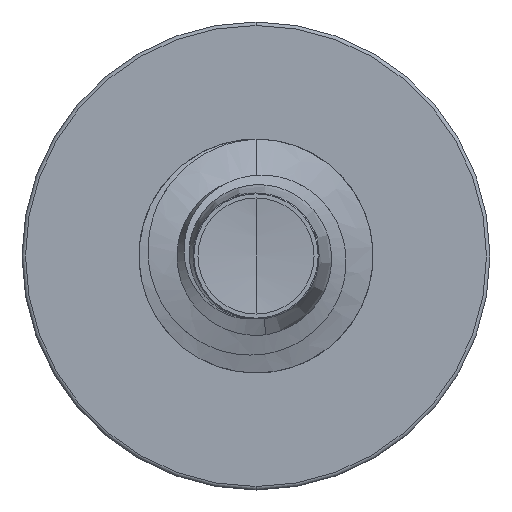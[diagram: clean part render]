
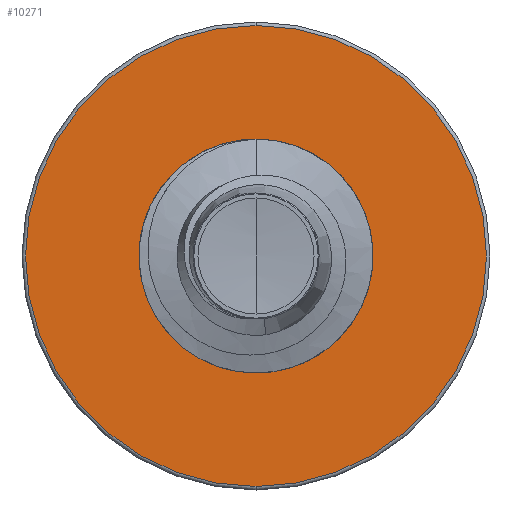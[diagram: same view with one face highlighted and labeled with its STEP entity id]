
A CAD part, front view. The second image highlights one B-rep face of the part: STEP entity #10271.
In plain terms, the highlighted planar face has unit normal (0, -1, 0).
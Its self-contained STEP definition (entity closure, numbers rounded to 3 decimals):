
#9 = AXIS2_PLACEMENT_3D ( 'NONE', #7551, #7539, #7532 ) ;
#193 = DIRECTION ( 'NONE',  ( 0., 0., 1. ) ) ;
#215 = DIRECTION ( 'NONE',  ( 0., 1., 0. ) ) ;
#243 = CARTESIAN_POINT ( 'NONE',  ( 0., 8., 0. ) ) ;
#350 = EDGE_CURVE ( 'NONE', #13059, #3371, #7550, .T. ) ;
#684 = AXIS2_PLACEMENT_3D ( 'NONE', #7380, #7342, #1384 ) ;
#1384 = DIRECTION ( 'NONE',  ( 0., 0., 1. ) ) ;
#1942 = AXIS2_PLACEMENT_3D ( 'NONE', #5073, #5050, #5043 ) ;
#3371 = VERTEX_POINT ( 'NONE', #8486 ) ;
#3697 = EDGE_LOOP ( 'NONE', ( #12843, #11852 ) ) ;
#4550 = CIRCLE ( 'NONE', #11249, 4.925 ) ;
#4644 = AXIS2_PLACEMENT_3D ( 'NONE', #6972, #6841, #6834 ) ;
#5043 = DIRECTION ( 'NONE',  ( 0., 0., 1. ) ) ;
#5050 = DIRECTION ( 'NONE',  ( 0., 1., 0. ) ) ;
#5073 = CARTESIAN_POINT ( 'NONE',  ( 0., 8., 0. ) ) ;
#5276 = CARTESIAN_POINT ( 'NONE',  ( 0., 8., 4.925 ) ) ;
#5554 = FACE_BOUND ( 'NONE', #3697, .T. ) ;
#6834 = DIRECTION ( 'NONE',  ( 0., 0., 1. ) ) ;
#6841 = DIRECTION ( 'NONE',  ( 0., 1., 0. ) ) ;
#6972 = CARTESIAN_POINT ( 'NONE',  ( 0., 8., -2.415 ) ) ;
#7158 = VERTEX_POINT ( 'NONE', #5276 ) ;
#7342 = DIRECTION ( 'NONE',  ( 0., 1., 0. ) ) ;
#7376 = PLANE ( 'NONE',  #4644 ) ;
#7380 = CARTESIAN_POINT ( 'NONE',  ( 0., 8., 0. ) ) ;
#7532 = DIRECTION ( 'NONE',  ( 0., 0., 1. ) ) ;
#7539 = DIRECTION ( 'NONE',  ( 0., 1., 0. ) ) ;
#7550 = CIRCLE ( 'NONE', #684, 2.415 ) ;
#7551 = CARTESIAN_POINT ( 'NONE',  ( 0., 8., 0. ) ) ;
#8031 = EDGE_CURVE ( 'NONE', #7158, #13278, #4550, .T. ) ;
#8165 = CARTESIAN_POINT ( 'NONE',  ( 0., 8., -2.415 ) ) ;
#8486 = CARTESIAN_POINT ( 'NONE',  ( 0., 8., 2.415 ) ) ;
#8560 = CARTESIAN_POINT ( 'NONE',  ( 0., 8., -4.925 ) ) ;
#9658 = FACE_OUTER_BOUND ( 'NONE', #9813, .T. ) ;
#9722 = ORIENTED_EDGE ( 'NONE', *, *, #10070, .F. ) ;
#9813 = EDGE_LOOP ( 'NONE', ( #11642, #9722 ) ) ;
#10070 = EDGE_CURVE ( 'NONE', #13278, #7158, #13842, .T. ) ;
#10271 = ADVANCED_FACE ( 'NONE', ( #9658, #5554 ), #7376, .F. ) ;
#10539 = CIRCLE ( 'NONE', #1942, 2.415 ) ;
#10795 = EDGE_CURVE ( 'NONE', #3371, #13059, #10539, .T. ) ;
#11249 = AXIS2_PLACEMENT_3D ( 'NONE', #243, #215, #193 ) ;
#11642 = ORIENTED_EDGE ( 'NONE', *, *, #8031, .F. ) ;
#11852 = ORIENTED_EDGE ( 'NONE', *, *, #350, .T. ) ;
#12843 = ORIENTED_EDGE ( 'NONE', *, *, #10795, .T. ) ;
#13059 = VERTEX_POINT ( 'NONE', #8165 ) ;
#13278 = VERTEX_POINT ( 'NONE', #8560 ) ;
#13842 = CIRCLE ( 'NONE', #9, 4.925 ) ;
